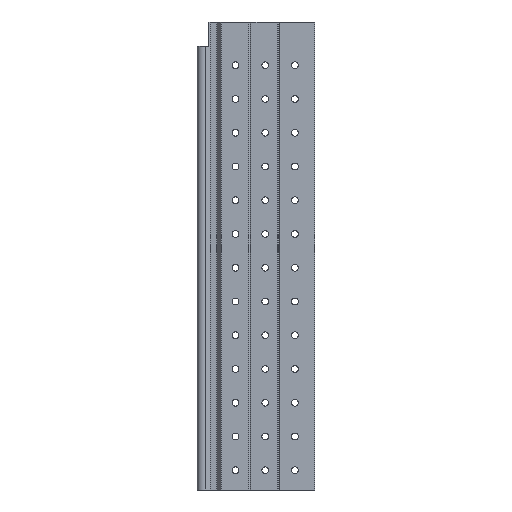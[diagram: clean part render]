
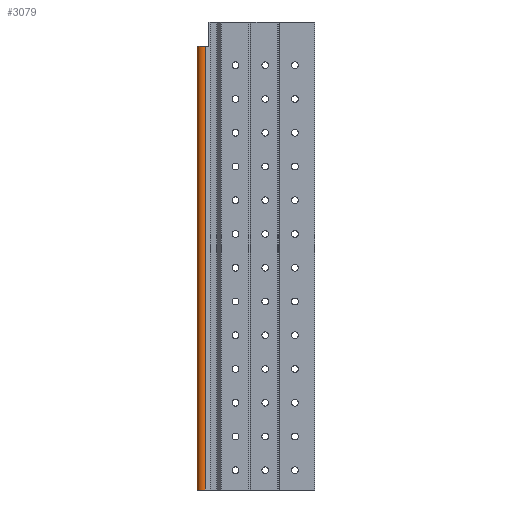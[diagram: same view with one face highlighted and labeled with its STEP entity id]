
A CAD part, left-side view. The second image highlights one B-rep face of the part: STEP entity #3079.
In plain terms, the highlighted cylindrical face has radius 6 mm (diameter 12 mm), a partial arc.
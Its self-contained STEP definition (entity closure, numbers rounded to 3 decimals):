
#15 = VECTOR ( 'NONE', #2359, 1000. ) ;
#27 = DIRECTION ( 'NONE',  ( 1., 0., 0. ) ) ;
#45 = CIRCLE ( 'NONE', #3438, 6. ) ;
#250 = FACE_OUTER_BOUND ( 'NONE', #1044, .T. ) ;
#253 = LINE ( 'NONE', #3028, #15 ) ;
#266 = CIRCLE ( 'NONE', #2910, 6. ) ;
#359 = EDGE_CURVE ( 'NONE', #3397, #697, #253, .T. ) ;
#423 = ORIENTED_EDGE ( 'NONE', *, *, #2544, .F. ) ;
#539 = CARTESIAN_POINT ( 'NONE',  ( 9.078, 124.4, -27. ) ) ;
#615 = LINE ( 'NONE', #926, #1903 ) ;
#697 = VERTEX_POINT ( 'NONE', #1551 ) ;
#926 = CARTESIAN_POINT ( 'NONE',  ( 3.882, 121.4, -520. ) ) ;
#1044 = EDGE_LOOP ( 'NONE', ( #2777, #1610, #423, #3454 ) ) ;
#1186 = AXIS2_PLACEMENT_3D ( 'NONE', #3370, #3314, #27 ) ;
#1281 = CARTESIAN_POINT ( 'NONE',  ( 9.078, 124.4, -520. ) ) ;
#1551 = CARTESIAN_POINT ( 'NONE',  ( 14.275, 127.4, -27. ) ) ;
#1594 = DIRECTION ( 'NONE',  ( -1., 0., 0. ) ) ;
#1610 = ORIENTED_EDGE ( 'NONE', *, *, #359, .F. ) ;
#1612 = DIRECTION ( 'NONE',  ( 0., 0., -1. ) ) ;
#1738 = DIRECTION ( 'NONE',  ( 0., 1., 0. ) ) ;
#1903 = VECTOR ( 'NONE', #2148, 1000. ) ;
#2104 = EDGE_CURVE ( 'NONE', #3686, #697, #266, .T. ) ;
#2114 = EDGE_CURVE ( 'NONE', #2172, #3686, #615, .T. ) ;
#2148 = DIRECTION ( 'NONE',  ( 0., 0., 1. ) ) ;
#2172 = VERTEX_POINT ( 'NONE', #2482 ) ;
#2359 = DIRECTION ( 'NONE',  ( 0., 0., 1. ) ) ;
#2482 = CARTESIAN_POINT ( 'NONE',  ( 3.882, 121.4, -520. ) ) ;
#2544 = EDGE_CURVE ( 'NONE', #2172, #3397, #45, .T. ) ;
#2580 = CARTESIAN_POINT ( 'NONE',  ( 14.275, 127.4, -520. ) ) ;
#2777 = ORIENTED_EDGE ( 'NONE', *, *, #2104, .T. ) ;
#2910 = AXIS2_PLACEMENT_3D ( 'NONE', #539, #3841, #1738 ) ;
#3010 = CARTESIAN_POINT ( 'NONE',  ( 3.882, 121.4, -27. ) ) ;
#3028 = CARTESIAN_POINT ( 'NONE',  ( 14.275, 127.4, -520. ) ) ;
#3079 = ADVANCED_FACE ( 'NONE', ( #250 ), #3848, .T. ) ;
#3314 = DIRECTION ( 'NONE',  ( 0., 0., 1. ) ) ;
#3370 = CARTESIAN_POINT ( 'NONE',  ( 9.078, 124.4, -520. ) ) ;
#3397 = VERTEX_POINT ( 'NONE', #2580 ) ;
#3438 = AXIS2_PLACEMENT_3D ( 'NONE', #1281, #1612, #1594 ) ;
#3454 = ORIENTED_EDGE ( 'NONE', *, *, #2114, .T. ) ;
#3686 = VERTEX_POINT ( 'NONE', #3010 ) ;
#3841 = DIRECTION ( 'NONE',  ( 0., 0., -1. ) ) ;
#3848 = CYLINDRICAL_SURFACE ( 'NONE', #1186, 6. ) ;
